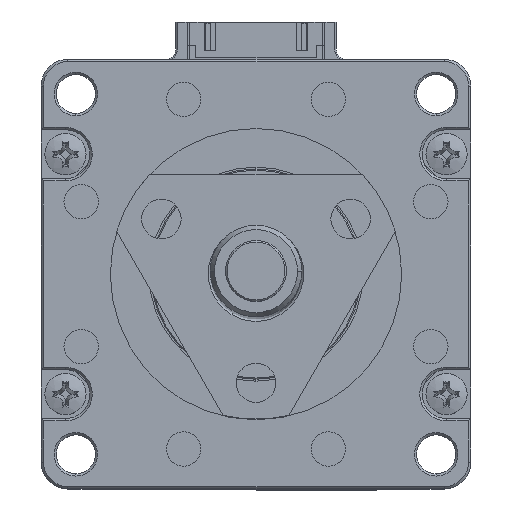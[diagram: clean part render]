
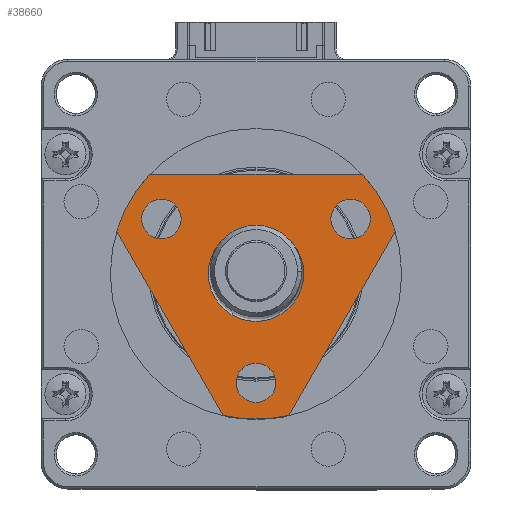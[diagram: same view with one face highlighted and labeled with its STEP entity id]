
A CAD part, top view. The second image highlights one B-rep face of the part: STEP entity #38660.
In plain terms, the highlighted planar face has unit normal (0, 0, 1).
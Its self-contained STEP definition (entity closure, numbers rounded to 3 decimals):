
#417 = CARTESIAN_POINT ( 'NONE',  ( 0., 0., 40.4 ) ) ;
#775 = VERTEX_POINT ( 'NONE', #27060 ) ;
#1103 = DIRECTION ( 'NONE',  ( 0., 0., 1. ) ) ;
#1754 = EDGE_LOOP ( 'NONE', ( #37696, #29391 ) ) ;
#1896 = EDGE_CURVE ( 'NONE', #6253, #26922, #43436, .T. ) ;
#1914 = ORIENTED_EDGE ( 'NONE', *, *, #22759, .F. ) ;
#1966 = CIRCLE ( 'NONE', #7548, 2.58 ) ;
#2388 = EDGE_CURVE ( 'NONE', #36413, #24971, #25669, .T. ) ;
#2819 = VECTOR ( 'NONE', #45516, 1000. ) ;
#2958 = CARTESIAN_POINT ( 'NONE',  ( -14.956, 7.145, 40.4 ) ) ;
#3381 = CARTESIAN_POINT ( 'NONE',  ( 18.221, 5.559, 40.4 ) ) ;
#4813 = CARTESIAN_POINT ( 'NONE',  ( 18.221, 5.559, 40.4 ) ) ;
#5512 = CIRCLE ( 'NONE', #8618, 19.05 ) ;
#5717 = CIRCLE ( 'NONE', #45014, 6.25 ) ;
#6253 = VERTEX_POINT ( 'NONE', #2958 ) ;
#7043 = DIRECTION ( 'NONE',  ( 1., 0., 0. ) ) ;
#7508 = DIRECTION ( 'NONE',  ( 0., 0., -1. ) ) ;
#7516 = ORIENTED_EDGE ( 'NONE', *, *, #2388, .F. ) ;
#7548 = AXIS2_PLACEMENT_3D ( 'NONE', #11021, #21338, #14289 ) ;
#8618 = AXIS2_PLACEMENT_3D ( 'NONE', #44952, #9315, #9156 ) ;
#9156 = DIRECTION ( 'NONE',  ( 1., 0., 0. ) ) ;
#9158 = EDGE_LOOP ( 'NONE', ( #7516, #1914 ) ) ;
#9281 = DIRECTION ( 'NONE',  ( -1., 0., 0. ) ) ;
#9315 = DIRECTION ( 'NONE',  ( 0., 0., -1. ) ) ;
#9873 = FACE_OUTER_BOUND ( 'NONE', #22682, .T. ) ;
#10123 = CARTESIAN_POINT ( 'NONE',  ( 12.376, 7.145, 40.4 ) ) ;
#10995 = FACE_BOUND ( 'NONE', #9158, .T. ) ;
#11021 = CARTESIAN_POINT ( 'NONE',  ( 12.376, 7.145, 40.4 ) ) ;
#11101 = EDGE_CURVE ( 'NONE', #33975, #31542, #40683, .T. ) ;
#12099 = AXIS2_PLACEMENT_3D ( 'NONE', #20211, #41371, #9281 ) ;
#12393 = CARTESIAN_POINT ( 'NONE',  ( -4.296, -18.559, 40.4 ) ) ;
#12456 = ORIENTED_EDGE ( 'NONE', *, *, #26820, .F. ) ;
#12648 = CIRCLE ( 'NONE', #33983, 19.05 ) ;
#13180 = CARTESIAN_POINT ( 'NONE',  ( 13.925, 13., 40.4 ) ) ;
#14001 = AXIS2_PLACEMENT_3D ( 'NONE', #417, #7508, #7043 ) ;
#14289 = DIRECTION ( 'NONE',  ( -1., 0., 0. ) ) ;
#14441 = AXIS2_PLACEMENT_3D ( 'NONE', #19609, #19145, #22573 ) ;
#14665 = CARTESIAN_POINT ( 'NONE',  ( -6.25, 0., 40.4 ) ) ;
#15017 = DIRECTION ( 'NONE',  ( -1., 0., 0. ) ) ;
#15035 = DIRECTION ( 'NONE',  ( 0., 0., 1. ) ) ;
#15931 = CARTESIAN_POINT ( 'NONE',  ( 14.956, 7.145, 40.4 ) ) ;
#16547 = EDGE_CURVE ( 'NONE', #26922, #6253, #33099, .T. ) ;
#16809 = AXIS2_PLACEMENT_3D ( 'NONE', #22237, #15035, #32028 ) ;
#17371 = ORIENTED_EDGE ( 'NONE', *, *, #11101, .F. ) ;
#17440 = EDGE_CURVE ( 'NONE', #40237, #27003, #5717, .T. ) ;
#18469 = CARTESIAN_POINT ( 'NONE',  ( -12.376, 7.145, 40.4 ) ) ;
#18569 = DIRECTION ( 'NONE',  ( 0., 0., -1. ) ) ;
#19024 = ORIENTED_EDGE ( 'NONE', *, *, #1896, .F. ) ;
#19145 = DIRECTION ( 'NONE',  ( 0., 0., 1. ) ) ;
#19589 = EDGE_CURVE ( 'NONE', #25121, #29672, #29000, .T. ) ;
#19609 = CARTESIAN_POINT ( 'NONE',  ( -12.376, 7.145, 40.4 ) ) ;
#20211 = CARTESIAN_POINT ( 'NONE',  ( 0., -14.29, 40.4 ) ) ;
#20953 = DIRECTION ( 'NONE',  ( 0., 0., 1. ) ) ;
#20971 = ORIENTED_EDGE ( 'NONE', *, *, #17440, .F. ) ;
#20972 = VERTEX_POINT ( 'NONE', #15931 ) ;
#21080 = CARTESIAN_POINT ( 'NONE',  ( 0., 0., 40.4 ) ) ;
#21338 = DIRECTION ( 'NONE',  ( 0., 0., 1. ) ) ;
#21555 = CARTESIAN_POINT ( 'NONE',  ( 0., 13., 40.4 ) ) ;
#22068 = EDGE_LOOP ( 'NONE', ( #19024, #34916 ) ) ;
#22226 = AXIS2_PLACEMENT_3D ( 'NONE', #21080, #38228, #45935 ) ;
#22237 = CARTESIAN_POINT ( 'NONE',  ( 0., -14.29, 40.4 ) ) ;
#22573 = DIRECTION ( 'NONE',  ( -1., 0., 0. ) ) ;
#22682 = EDGE_LOOP ( 'NONE', ( #28635, #33721, #12456, #24573, #40327, #17371 ) ) ;
#22733 = FACE_BOUND ( 'NONE', #43453, .T. ) ;
#22759 = EDGE_CURVE ( 'NONE', #24971, #36413, #42058, .T. ) ;
#23268 = FACE_BOUND ( 'NONE', #22068, .T. ) ;
#24058 = CARTESIAN_POINT ( 'NONE',  ( 0., 0., 40.4 ) ) ;
#24573 = ORIENTED_EDGE ( 'NONE', *, *, #30109, .F. ) ;
#24665 = DIRECTION ( 'NONE',  ( 1., 0., 0. ) ) ;
#24971 = VERTEX_POINT ( 'NONE', #43908 ) ;
#25121 = VERTEX_POINT ( 'NONE', #41085 ) ;
#25292 = VECTOR ( 'NONE', #29574, 1000. ) ;
#25669 = CIRCLE ( 'NONE', #16809, 2.58 ) ;
#26137 = VERTEX_POINT ( 'NONE', #27217 ) ;
#26820 = EDGE_CURVE ( 'NONE', #775, #25121, #35510, .T. ) ;
#26922 = VERTEX_POINT ( 'NONE', #28860 ) ;
#27002 = EDGE_CURVE ( 'NONE', #29672, #33975, #12648, .T. ) ;
#27003 = VERTEX_POINT ( 'NONE', #14665 ) ;
#27060 = CARTESIAN_POINT ( 'NONE',  ( -18.221, 5.559, 40.4 ) ) ;
#27217 = CARTESIAN_POINT ( 'NONE',  ( 9.796, 7.145, 40.4 ) ) ;
#27731 = AXIS2_PLACEMENT_3D ( 'NONE', #18469, #1103, #15017 ) ;
#28200 = DIRECTION ( 'NONE',  ( -1., 0., 0. ) ) ;
#28635 = ORIENTED_EDGE ( 'NONE', *, *, #27002, .F. ) ;
#28798 = EDGE_CURVE ( 'NONE', #20972, #26137, #44808, .T. ) ;
#28860 = CARTESIAN_POINT ( 'NONE',  ( -9.796, 7.145, 40.4 ) ) ;
#29000 = LINE ( 'NONE', #21555, #45644 ) ;
#29192 = CARTESIAN_POINT ( 'NONE',  ( 4.296, -18.559, 40.4 ) ) ;
#29326 = EDGE_CURVE ( 'NONE', #26137, #20972, #1966, .T. ) ;
#29391 = ORIENTED_EDGE ( 'NONE', *, *, #28798, .F. ) ;
#29574 = DIRECTION ( 'NONE',  ( -0.5, 0.866, 0. ) ) ;
#29672 = VERTEX_POINT ( 'NONE', #13180 ) ;
#30109 = EDGE_CURVE ( 'NONE', #30881, #775, #40874, .T. ) ;
#30881 = VERTEX_POINT ( 'NONE', #31648 ) ;
#30904 = EDGE_CURVE ( 'NONE', #27003, #40237, #31939, .T. ) ;
#30961 = CARTESIAN_POINT ( 'NONE',  ( 0., 0., 40.4 ) ) ;
#31074 = FACE_BOUND ( 'NONE', #1754, .T. ) ;
#31424 = AXIS2_PLACEMENT_3D ( 'NONE', #10123, #32091, #28200 ) ;
#31542 = VERTEX_POINT ( 'NONE', #29192 ) ;
#31648 = CARTESIAN_POINT ( 'NONE',  ( -4.296, -18.559, 40.4 ) ) ;
#31939 = CIRCLE ( 'NONE', #22226, 6.25 ) ;
#32028 = DIRECTION ( 'NONE',  ( -1., 0., 0. ) ) ;
#32091 = DIRECTION ( 'NONE',  ( 0., 0., 1. ) ) ;
#32889 = CARTESIAN_POINT ( 'NONE',  ( 0., 0., 40.4 ) ) ;
#33099 = CIRCLE ( 'NONE', #27731, 2.58 ) ;
#33721 = ORIENTED_EDGE ( 'NONE', *, *, #19589, .F. ) ;
#33975 = VERTEX_POINT ( 'NONE', #4813 ) ;
#33983 = AXIS2_PLACEMENT_3D ( 'NONE', #32889, #18569, #36483 ) ;
#34766 = CARTESIAN_POINT ( 'NONE',  ( 6.25, 0., 40.4 ) ) ;
#34916 = ORIENTED_EDGE ( 'NONE', *, *, #16547, .F. ) ;
#35510 = CIRCLE ( 'NONE', #14001, 19.05 ) ;
#36218 = EDGE_CURVE ( 'NONE', #31542, #30881, #5512, .T. ) ;
#36413 = VERTEX_POINT ( 'NONE', #38323 ) ;
#36483 = DIRECTION ( 'NONE',  ( 1., 0., 0. ) ) ;
#37696 = ORIENTED_EDGE ( 'NONE', *, *, #29326, .F. ) ;
#37834 = DIRECTION ( 'NONE',  ( -1., 0., 0. ) ) ;
#38228 = DIRECTION ( 'NONE',  ( 0., 0., 1. ) ) ;
#38323 = CARTESIAN_POINT ( 'NONE',  ( -2.58, -14.29, 40.4 ) ) ;
#38660 = ADVANCED_FACE ( 'NONE', ( #22733, #23268, #31074, #10995, #9873 ), #41081, .F. ) ;
#40237 = VERTEX_POINT ( 'NONE', #34766 ) ;
#40327 = ORIENTED_EDGE ( 'NONE', *, *, #36218, .F. ) ;
#40683 = LINE ( 'NONE', #3381, #2819 ) ;
#40874 = LINE ( 'NONE', #12393, #25292 ) ;
#41070 = ORIENTED_EDGE ( 'NONE', *, *, #30904, .F. ) ;
#41081 = PLANE ( 'NONE',  #43263 ) ;
#41085 = CARTESIAN_POINT ( 'NONE',  ( -13.925, 13., 40.4 ) ) ;
#41242 = DIRECTION ( 'NONE',  ( 0., 0., -1. ) ) ;
#41371 = DIRECTION ( 'NONE',  ( 0., 0., 1. ) ) ;
#42058 = CIRCLE ( 'NONE', #12099, 2.58 ) ;
#43263 = AXIS2_PLACEMENT_3D ( 'NONE', #30961, #41242, #37834 ) ;
#43436 = CIRCLE ( 'NONE', #14441, 2.58 ) ;
#43453 = EDGE_LOOP ( 'NONE', ( #20971, #41070 ) ) ;
#43908 = CARTESIAN_POINT ( 'NONE',  ( 2.58, -14.29, 40.4 ) ) ;
#44808 = CIRCLE ( 'NONE', #31424, 2.58 ) ;
#44952 = CARTESIAN_POINT ( 'NONE',  ( 0., 0., 40.4 ) ) ;
#45014 = AXIS2_PLACEMENT_3D ( 'NONE', #24058, #20953, #45350 ) ;
#45350 = DIRECTION ( 'NONE',  ( 1., 0., 0. ) ) ;
#45516 = DIRECTION ( 'NONE',  ( -0.5, -0.866, 0. ) ) ;
#45644 = VECTOR ( 'NONE', #24665, 1000. ) ;
#45935 = DIRECTION ( 'NONE',  ( 1., 0., 0. ) ) ;
